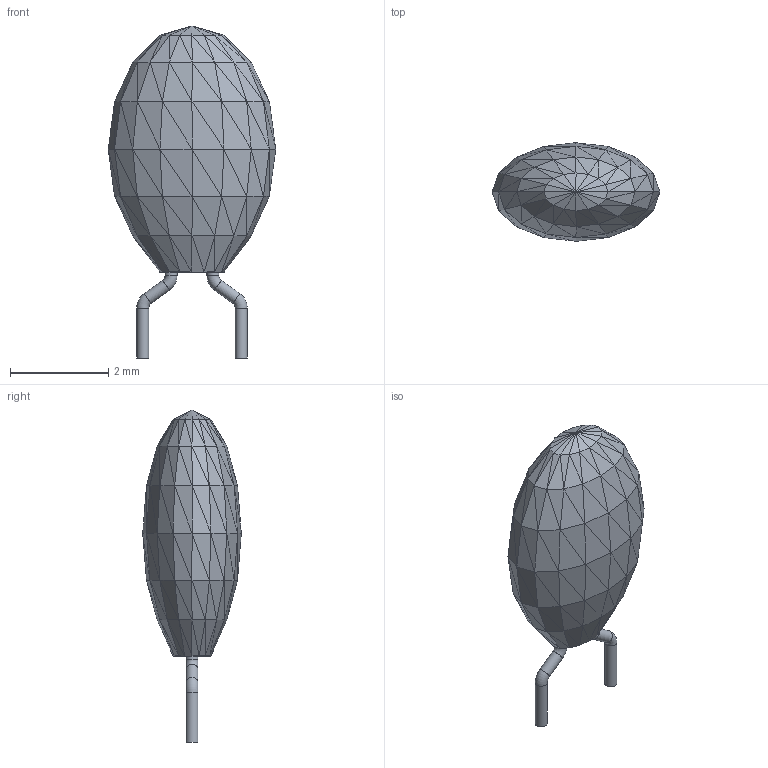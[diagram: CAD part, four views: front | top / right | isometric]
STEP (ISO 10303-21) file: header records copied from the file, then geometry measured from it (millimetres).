
FILE_DESCRIPTION(/* description */ (''),/* implementation_level */ '2;1');
FILE_NAME(/* name */ 'P10V275.step',/* time_stamp */ '2021-11-07T22:14:11-04:00',/* author */ (''),/* organization */ (''),/* preprocessor_version */ 'ST-DEVELOPER v18.1',/* originating_system */ 'Autodesk Translation Framework v10.10.0.1391',/* authorisation */ '');
FILE_SCHEMA (('AUTOMOTIVE_DESIGN { 1 0 10303 214 3 1 1 }'));
Length unit declared in the file: millimetre
Products named in the file (1): P10V275 (2)
Bounding box: 3.4 x 2 x 6.75 mm (x, y, z)
Volume: 17.2 mm3; surface area: 39.7 mm2
Topology: 3 solids, 3 shells, 240 faces, 387 edges, 153 vertices
Faces by surface type: plane 230, cylinder 6, torus 4
Full cylindrical faces by diameter (mm): 0.244 x4
Entity records: 5309 total; most frequent: CARTESIAN_POINT 878, DIRECTION 874, ORIENTED_EDGE 774, EDGE_CURVE 387, LINE 344, VECTOR 344, AXIS2_PLACEMENT_3D 265, STYLED_ITEM 241
